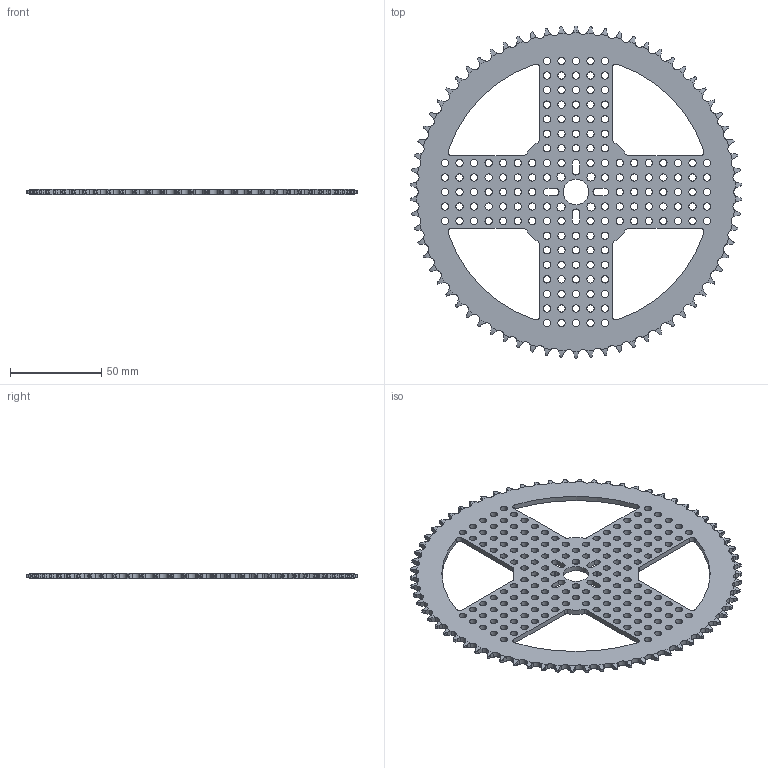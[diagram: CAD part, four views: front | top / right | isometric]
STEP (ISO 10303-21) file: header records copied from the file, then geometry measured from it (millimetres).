
FILE_DESCRIPTION (( 'STEP AP203' ), '1' );
FILE_NAME ('3310-0014-0070.STEP', '2018-01-22T16:27:25', ( '' ), ( '' ), 'SwSTEP 2.0', 'SolidWorks 2016', '' );
FILE_SCHEMA (( 'CONFIG_CONTROL_DESIGN' ));
Length unit declared in the file: millimetre
Products named in the file (1): 3310-0014-0070
Bounding box: 182.25 x 182.4 x 2.8 mm (x, y, z)
Volume: 42742.1 mm3; surface area: 40683.4 mm2
Topology: 1 solids, 1 shells, 1126 faces, 3372 edges, 2248 vertices
Faces by surface type: cylinder 818, plane 166, torus 142
Entity records: 40195 total; most frequent: CARTESIAN_POINT 10191, ORIENTED_EDGE 6744, DIRECTION 5672, EDGE_CURVE 3372, AXIS2_PLACEMENT_3D 2321, VERTEX_POINT 2248, EDGE_LOOP 1456, CIRCLE 1194
